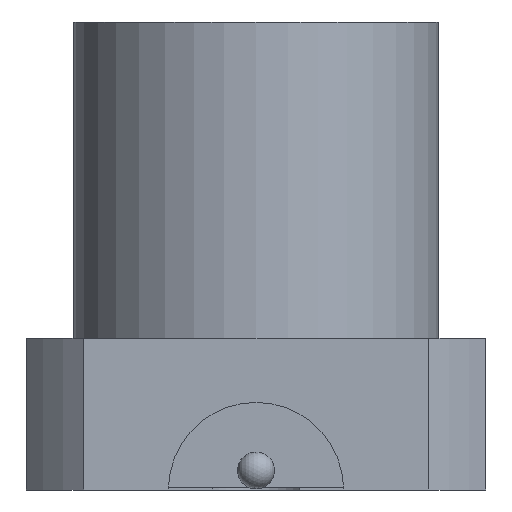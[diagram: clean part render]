
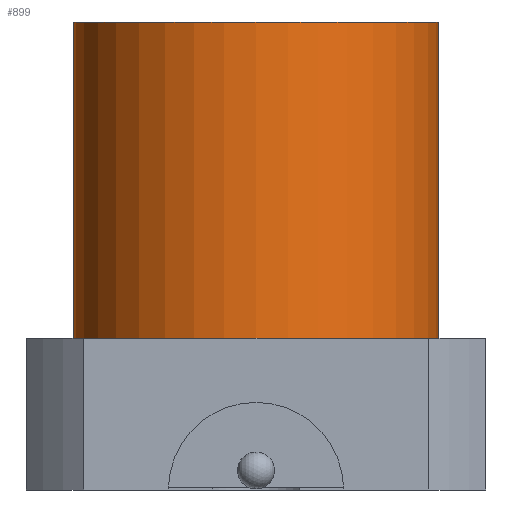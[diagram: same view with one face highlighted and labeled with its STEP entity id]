
A CAD part, front view. The second image highlights one B-rep face of the part: STEP entity #899.
In plain terms, the highlighted cylindrical face has radius 1.587 mm (diameter 3.175 mm), a full revolution.
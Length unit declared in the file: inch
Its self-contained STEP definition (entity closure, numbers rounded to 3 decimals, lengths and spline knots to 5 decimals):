
#20 = VERTEX_POINT ( 'NONE', #1120 ) ;
#34 = DIRECTION ( 'NONE',  ( 0., 0., -1. ) ) ;
#145 = EDGE_CURVE ( 'NONE', #20, #20, #341, .T. ) ;
#233 = DIRECTION ( 'NONE',  ( 0., 0., -1. ) ) ;
#318 = EDGE_CURVE ( 'NONE', #759, #759, #1165, .T. ) ;
#341 = CIRCLE ( 'NONE', #1248, 0.0625 ) ;
#360 = CARTESIAN_POINT ( 'NONE',  ( -0.0625, 0., 0. ) ) ;
#386 = CARTESIAN_POINT ( 'NONE',  ( 0., 0., 0. ) ) ;
#508 = DIRECTION ( 'NONE',  ( -1., 0., 0. ) ) ;
#543 = EDGE_LOOP ( 'NONE', ( #676 ) ) ;
#566 = CYLINDRICAL_SURFACE ( 'NONE', #1084, 0.0625 ) ;
#602 = EDGE_LOOP ( 'NONE', ( #603 ) ) ;
#603 = ORIENTED_EDGE ( 'NONE', *, *, #318, .F. ) ;
#604 = CARTESIAN_POINT ( 'NONE',  ( 0., 0., 0.10827 ) ) ;
#676 = ORIENTED_EDGE ( 'NONE', *, *, #145, .T. ) ;
#759 = VERTEX_POINT ( 'NONE', #360 ) ;
#840 = FACE_OUTER_BOUND ( 'NONE', #543, .T. ) ;
#887 = CARTESIAN_POINT ( 'NONE',  ( 0., 0., -0.03074 ) ) ;
#899 = ADVANCED_FACE ( 'NONE', ( #840, #1129 ), #566, .T. ) ;
#1040 = DIRECTION ( 'NONE',  ( -1., 0., 0. ) ) ;
#1075 = DIRECTION ( 'NONE',  ( 0., 0., -1. ) ) ;
#1084 = AXIS2_PLACEMENT_3D ( 'NONE', #887, #1075, #1187 ) ;
#1120 = CARTESIAN_POINT ( 'NONE',  ( -0.0625, 0., 0.10827 ) ) ;
#1129 = FACE_OUTER_BOUND ( 'NONE', #602, .T. ) ;
#1138 = AXIS2_PLACEMENT_3D ( 'NONE', #386, #233, #1040 ) ;
#1165 = CIRCLE ( 'NONE', #1138, 0.0625 ) ;
#1187 = DIRECTION ( 'NONE',  ( -1., 0., 0. ) ) ;
#1248 = AXIS2_PLACEMENT_3D ( 'NONE', #604, #34, #508 ) ;
